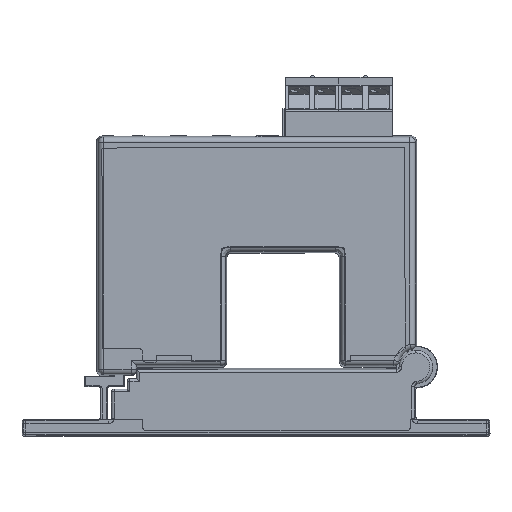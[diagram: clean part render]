
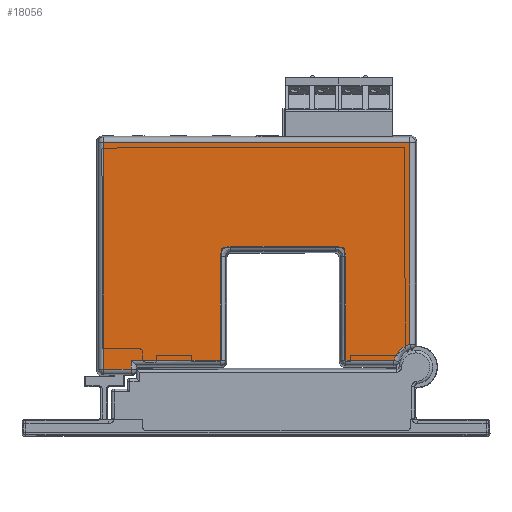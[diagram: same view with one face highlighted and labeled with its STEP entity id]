
A CAD part, top view. The second image highlights one B-rep face of the part: STEP entity #18056.
In plain terms, the highlighted planar face has unit normal (0, 0, 1).
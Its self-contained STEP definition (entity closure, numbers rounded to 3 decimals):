
#108 = CARTESIAN_POINT ( 'NONE',  ( -27.662, -25.172, 0. ) ) ;
#774 = CARTESIAN_POINT ( 'NONE',  ( 30.849, -20.393, 0. ) ) ;
#1005 = CARTESIAN_POINT ( 'NONE',  ( -27.662, -24.917, 0. ) ) ;
#1534 = VECTOR ( 'NONE', #15150, 1000. ) ;
#2113 = EDGE_CURVE ( 'NONE', #46105, #27060, #34907, .T. ) ;
#2300 = DIRECTION ( 'NONE',  ( 0., -1., 0. ) ) ;
#3254 = VECTOR ( 'NONE', #22159, 1000. ) ;
#4288 = CARTESIAN_POINT ( 'NONE',  ( 1.593, -23.472, 0. ) ) ;
#4402 = CARTESIAN_POINT ( 'NONE',  ( 29.447, -20.999, 0. ) ) ;
#4822 = VERTEX_POINT ( 'NONE', #14346 ) ;
#5499 = LINE ( 'NONE', #1005, #39213 ) ;
#5777 = CARTESIAN_POINT ( 'NONE',  ( 18.638, -23.472, 0. ) ) ;
#5933 = ORIENTED_EDGE ( 'NONE', *, *, #23092, .F. ) ;
#6091 = ORIENTED_EDGE ( 'NONE', *, *, #31175, .F. ) ;
#6480 = ORIENTED_EDGE ( 'NONE', *, *, #9995, .F. ) ;
#6523 = EDGE_CURVE ( 'NONE', #8647, #36971, #24319, .T. ) ;
#6782 = VERTEX_POINT ( 'NONE', #5777 ) ;
#7772 = CARTESIAN_POINT ( 'NONE',  ( 1.593, -23.472, 0. ) ) ;
#7823 = FACE_OUTER_BOUND ( 'NONE', #23472, .T. ) ;
#8647 = VERTEX_POINT ( 'NONE', #44087 ) ;
#9599 = VECTOR ( 'NONE', #35315, 1000. ) ;
#9691 = ORIENTED_EDGE ( 'NONE', *, *, #6523, .F. ) ;
#9995 = EDGE_CURVE ( 'NONE', #29824, #46105, #46447, .T. ) ;
#10764 = DIRECTION ( 'NONE',  ( 0., 0., -1. ) ) ;
#11677 = DIRECTION ( 'NONE',  ( 0., -1., 0. ) ) ;
#12482 = LINE ( 'NONE', #22669, #24804 ) ;
#12598 = CARTESIAN_POINT ( 'NONE',  ( -4.58, -2.072, 0. ) ) ;
#13105 = CARTESIAN_POINT ( 'NONE',  ( 1.593, -1.672, 0. ) ) ;
#13570 = CARTESIAN_POINT ( 'NONE',  ( -3.352, -1.672, 0. ) ) ;
#13810 = B_SPLINE_CURVE_WITH_KNOTS ( 'NONE', 3,
 ( #43458, #25385, #18357, #21938, #24776, #35649, #17751, #42861, #29322, #43773 ),
 .UNSPECIFIED., .F., .F.,
 ( 4, 2, 2, 2, 4 ),
 ( 0., 0.25, 0.5, 0.75, 1. ),
 .UNSPECIFIED. ) ;
#13957 = EDGE_CURVE ( 'NONE', #4822, #8647, #43318, .T. ) ;
#14299 = ORIENTED_EDGE ( 'NONE', *, *, #24650, .F. ) ;
#14346 = CARTESIAN_POINT ( 'NONE',  ( 30.849, 18.139, 0. ) ) ;
#14528 = AXIS2_PLACEMENT_3D ( 'NONE', #46416, #10764, #21259 ) ;
#14824 = DIRECTION ( 'NONE',  ( 0., -1., 0. ) ) ;
#15150 = DIRECTION ( 'NONE',  ( 1., 0., 0. ) ) ;
#15999 = CARTESIAN_POINT ( 'NONE',  ( -22.329, -25.172, 0. ) ) ;
#17258 = VECTOR ( 'NONE', #42323, 1000. ) ;
#17597 = LINE ( 'NONE', #7772, #45102 ) ;
#17751 = CARTESIAN_POINT ( 'NONE',  ( 17.646, -1.925, 0. ) ) ;
#18056 = ADVANCED_FACE ( 'NONE', ( #7823 ), #28195, .F. ) ;
#18357 = CARTESIAN_POINT ( 'NONE',  ( 18.586, -3.149, 0. ) ) ;
#19325 = VERTEX_POINT ( 'NONE', #26175 ) ;
#20049 = LINE ( 'NONE', #25664, #1534 ) ;
#20116 = CARTESIAN_POINT ( 'NONE',  ( -4.95, -2.442, 0. ) ) ;
#20933 = VERTEX_POINT ( 'NONE', #15999 ) ;
#21002 = VERTEX_POINT ( 'NONE', #35887 ) ;
#21259 = DIRECTION ( 'NONE',  ( -1., 0., 0. ) ) ;
#21607 = EDGE_CURVE ( 'NONE', #21002, #29824, #13810, .T. ) ;
#21879 = DIRECTION ( 'NONE',  ( 0., 1., 0. ) ) ;
#21938 = CARTESIAN_POINT ( 'NONE',  ( 18.386, -2.666, 0. ) ) ;
#22159 = DIRECTION ( 'NONE',  ( -1., 0., 0. ) ) ;
#22171 = CARTESIAN_POINT ( 'NONE',  ( 30.849, -24.917, 0. ) ) ;
#22669 = CARTESIAN_POINT ( 'NONE',  ( 18.638, -24.917, 0. ) ) ;
#23092 = EDGE_CURVE ( 'NONE', #36971, #6782, #17597, .T. ) ;
#23417 = CARTESIAN_POINT ( 'NONE',  ( -3.875, -1.724, 0. ) ) ;
#23472 = EDGE_LOOP ( 'NONE', ( #42051, #6480, #25322, #38071, #5933, #9691, #28485, #14299, #33406, #45760, #6091, #38647, #46085 ) ) ;
#23723 = CARTESIAN_POINT ( 'NONE',  ( -5.099, -2.664, 0. ) ) ;
#24319 = B_SPLINE_CURVE_WITH_KNOTS ( 'NONE', 3,
 ( #774, #39902, #4402, #25416, #36447, #29684 ),
 .UNSPECIFIED., .F., .F.,
 ( 4, 2, 4 ),
 ( 0., 0.5, 1. ),
 .UNSPECIFIED. ) ;
#24606 = EDGE_CURVE ( 'NONE', #43336, #33851, #5499, .T. ) ;
#24650 = EDGE_CURVE ( 'NONE', #33851, #4822, #20049, .T. ) ;
#24776 = CARTESIAN_POINT ( 'NONE',  ( 18.238, -2.444, 0. ) ) ;
#24804 = VECTOR ( 'NONE', #33867, 1000. ) ;
#25322 = ORIENTED_EDGE ( 'NONE', *, *, #21607, .F. ) ;
#25385 = CARTESIAN_POINT ( 'NONE',  ( 18.638, -3.411, 0. ) ) ;
#25416 = CARTESIAN_POINT ( 'NONE',  ( 28.376, -22.071, 0. ) ) ;
#25664 = CARTESIAN_POINT ( 'NONE',  ( 1.593, 18.139, 0. ) ) ;
#25805 = DIRECTION ( 'NONE',  ( -1., 0., 0. ) ) ;
#26175 = CARTESIAN_POINT ( 'NONE',  ( -22.329, -23.472, 0. ) ) ;
#26472 = VECTOR ( 'NONE', #14824, 1000. ) ;
#26558 = CARTESIAN_POINT ( 'NONE',  ( -5.299, -3.148, 0. ) ) ;
#27015 = CARTESIAN_POINT ( 'NONE',  ( -3.352, -1.672, 0. ) ) ;
#27060 = VERTEX_POINT ( 'NONE', #45005 ) ;
#27170 = CARTESIAN_POINT ( 'NONE',  ( -4.358, -1.924, 0. ) ) ;
#27206 = CARTESIAN_POINT ( 'NONE',  ( -27.662, 18.139, 0. ) ) ;
#28195 = PLANE ( 'NONE',  #14528 ) ;
#28485 = ORIENTED_EDGE ( 'NONE', *, *, #13957, .F. ) ;
#29322 = CARTESIAN_POINT ( 'NONE',  ( 16.9, -1.672, 0. ) ) ;
#29615 = VECTOR ( 'NONE', #2300, 1000. ) ;
#29684 = CARTESIAN_POINT ( 'NONE',  ( 27.769, -23.472, 0. ) ) ;
#29824 = VERTEX_POINT ( 'NONE', #30778 ) ;
#29943 = CARTESIAN_POINT ( 'NONE',  ( 27.769, -23.472, 0. ) ) ;
#30209 = CARTESIAN_POINT ( 'NONE',  ( -5.351, -3.41, 0. ) ) ;
#30778 = CARTESIAN_POINT ( 'NONE',  ( 16.638, -1.672, 0. ) ) ;
#31175 = EDGE_CURVE ( 'NONE', #19325, #20933, #43655, .T. ) ;
#31189 = VERTEX_POINT ( 'NONE', #40888 ) ;
#33406 = ORIENTED_EDGE ( 'NONE', *, *, #24606, .F. ) ;
#33851 = VERTEX_POINT ( 'NONE', #27206 ) ;
#33867 = DIRECTION ( 'NONE',  ( 0., 1., 0. ) ) ;
#34150 = CARTESIAN_POINT ( 'NONE',  ( -3.613, -1.672, 0. ) ) ;
#34907 = B_SPLINE_CURVE_WITH_KNOTS ( 'NONE', 3,
 ( #27015, #34150, #23417, #27170, #12598, #20116, #23723, #26558, #30209, #41030 ),
 .UNSPECIFIED., .F., .F.,
 ( 4, 2, 2, 2, 4 ),
 ( 0., 0.25, 0.5, 0.75, 1. ),
 .UNSPECIFIED. ) ;
#35315 = DIRECTION ( 'NONE',  ( -1., 0., 0. ) ) ;
#35649 = CARTESIAN_POINT ( 'NONE',  ( 17.868, -2.073, 0. ) ) ;
#35887 = CARTESIAN_POINT ( 'NONE',  ( 18.638, -3.672, 0. ) ) ;
#36447 = CARTESIAN_POINT ( 'NONE',  ( 27.979, -22.744, 0. ) ) ;
#36971 = VERTEX_POINT ( 'NONE', #29943 ) ;
#38071 = ORIENTED_EDGE ( 'NONE', *, *, #42460, .F. ) ;
#38121 = CARTESIAN_POINT ( 'NONE',  ( -5.351, -24.917, 0. ) ) ;
#38647 = ORIENTED_EDGE ( 'NONE', *, *, #44995, .F. ) ;
#39213 = VECTOR ( 'NONE', #21879, 1000. ) ;
#39321 = EDGE_CURVE ( 'NONE', #20933, #43336, #42813, .T. ) ;
#39902 = CARTESIAN_POINT ( 'NONE',  ( 30.121, -20.602, 0. ) ) ;
#40110 = CARTESIAN_POINT ( 'NONE',  ( -22.329, 19.317, 0. ) ) ;
#40886 = VECTOR ( 'NONE', #11677, 1000. ) ;
#40887 = LINE ( 'NONE', #4288, #3254 ) ;
#40888 = CARTESIAN_POINT ( 'NONE',  ( -5.351, -23.472, 0. ) ) ;
#41030 = CARTESIAN_POINT ( 'NONE',  ( -5.351, -3.672, 0. ) ) ;
#42051 = ORIENTED_EDGE ( 'NONE', *, *, #2113, .F. ) ;
#42323 = DIRECTION ( 'NONE',  ( -1., 0., 0. ) ) ;
#42460 = EDGE_CURVE ( 'NONE', #6782, #21002, #12482, .T. ) ;
#42813 = LINE ( 'NONE', #45977, #9599 ) ;
#42861 = CARTESIAN_POINT ( 'NONE',  ( 17.162, -1.724, 0. ) ) ;
#43318 = LINE ( 'NONE', #22171, #26472 ) ;
#43336 = VERTEX_POINT ( 'NONE', #108 ) ;
#43458 = CARTESIAN_POINT ( 'NONE',  ( 18.638, -3.672, 0. ) ) ;
#43655 = LINE ( 'NONE', #40110, #40886 ) ;
#43773 = CARTESIAN_POINT ( 'NONE',  ( 16.638, -1.672, 0. ) ) ;
#44087 = CARTESIAN_POINT ( 'NONE',  ( 30.849, -20.393, 0. ) ) ;
#44995 = EDGE_CURVE ( 'NONE', #31189, #19325, #40887, .T. ) ;
#45005 = CARTESIAN_POINT ( 'NONE',  ( -5.351, -3.672, 0. ) ) ;
#45102 = VECTOR ( 'NONE', #25805, 1000. ) ;
#45711 = EDGE_CURVE ( 'NONE', #27060, #31189, #46466, .T. ) ;
#45760 = ORIENTED_EDGE ( 'NONE', *, *, #39321, .F. ) ;
#45977 = CARTESIAN_POINT ( 'NONE',  ( 1.593, -25.172, 0. ) ) ;
#46085 = ORIENTED_EDGE ( 'NONE', *, *, #45711, .F. ) ;
#46105 = VERTEX_POINT ( 'NONE', #13570 ) ;
#46416 = CARTESIAN_POINT ( 'NONE',  ( 1.593, -24.917, 0. ) ) ;
#46447 = LINE ( 'NONE', #13105, #17258 ) ;
#46466 = LINE ( 'NONE', #38121, #29615 ) ;
